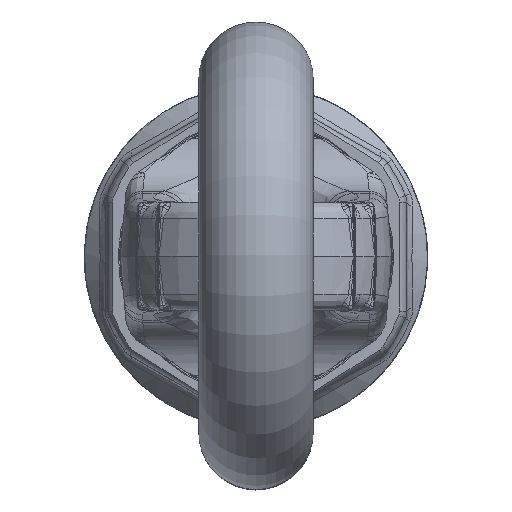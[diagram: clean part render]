
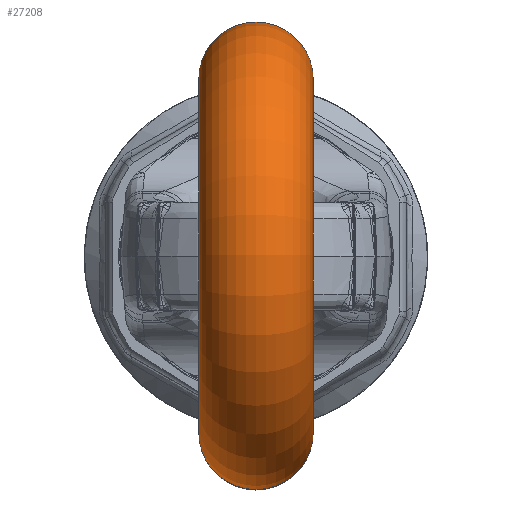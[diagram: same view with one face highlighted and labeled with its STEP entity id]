
A CAD part, top view. The second image highlights one B-rep face of the part: STEP entity #27208.
In plain terms, the highlighted toroidal (fillet/blend) face has major radius 29.283 mm and minor radius 9.5 mm.
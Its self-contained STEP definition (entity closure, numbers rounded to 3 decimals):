
#27093=CARTESIAN_POINT('Vertex',(9.5,29.283,51.283)) ;
#27100=CARTESIAN_POINT('Vertex',(-9.5,29.283,51.283)) ;
#27115=CARTESIAN_POINT('Axis2P3D Location',(0.,0.,51.283)) ;
#27120=CARTESIAN_POINT('Axis2P3D Location',(-9.5,0.,51.283)) ;
#27124=CARTESIAN_POINT('Vertex',(-9.5,-29.283,51.283)) ;
#27127=CARTESIAN_POINT('Axis2P3D Location',(9.5,0.,51.283)) ;
#27131=CARTESIAN_POINT('Vertex',(9.5,-29.283,51.283)) ;
#27185=CARTESIAN_POINT('Axis2P3D Location',(0.,29.283,51.283)) ;
#27197=CARTESIAN_POINT('Axis2P3D Location',(0.,-29.283,51.283)) ;
#27116=DIRECTION('Axis2P3D Direction',(1.,0.,0.)) ;
#27117=DIRECTION('Axis2P3D XDirection',(0.,1.,0.)) ;
#27121=DIRECTION('Axis2P3D Direction',(1.,0.,0.)) ;
#27128=DIRECTION('Axis2P3D Direction',(1.,0.,0.)) ;
#27186=DIRECTION('Axis2P3D Direction',(0.,0.,1.)) ;
#27198=DIRECTION('Axis2P3D Direction',(0.,0.,1.)) ;
#27118=AXIS2_PLACEMENT_3D('Torus Axis2P3D',#27115,#27116,#27117) ;
#27122=AXIS2_PLACEMENT_3D('Circle Axis2P3D',#27120,#27121,$) ;
#27129=AXIS2_PLACEMENT_3D('Circle Axis2P3D',#27127,#27128,$) ;
#27187=AXIS2_PLACEMENT_3D('Circle Axis2P3D',#27185,#27186,$) ;
#27199=AXIS2_PLACEMENT_3D('Circle Axis2P3D',#27197,#27198,$) ;
#27203=ORIENTED_EDGE('',*,*,#27133,.F.) ;
#27204=ORIENTED_EDGE('',*,*,#27189,.T.) ;
#27205=ORIENTED_EDGE('',*,*,#27126,.T.) ;
#27206=ORIENTED_EDGE('',*,*,#27201,.F.) ;
#27208=ADVANCED_FACE('\X2\710A63A574B0\X0\',(#27207),#27119,.T.) ;
#27123=CIRCLE('generated circle',#27122,29.283) ;
#27130=CIRCLE('generated circle',#27129,29.283) ;
#27188=CIRCLE('generated circle',#27187,9.5) ;
#27200=CIRCLE('generated circle',#27199,9.5) ;
#27119=TOROIDAL_SURFACE('homeo Torus',#27118,29.283,9.5) ;
#27126=EDGE_CURVE('',#27101,#27125,#27123,.T.) ;
#27133=EDGE_CURVE('',#27094,#27132,#27130,.T.) ;
#27189=EDGE_CURVE('',#27094,#27101,#27188,.T.) ;
#27201=EDGE_CURVE('',#27132,#27125,#27200,.F.) ;
#27202=EDGE_LOOP('',(#27203,#27204,#27205,#27206)) ;
#27207=FACE_OUTER_BOUND('',#27202,.T.) ;
#27094=VERTEX_POINT('',#27093) ;
#27101=VERTEX_POINT('',#27100) ;
#27125=VERTEX_POINT('',#27124) ;
#27132=VERTEX_POINT('',#27131) ;
